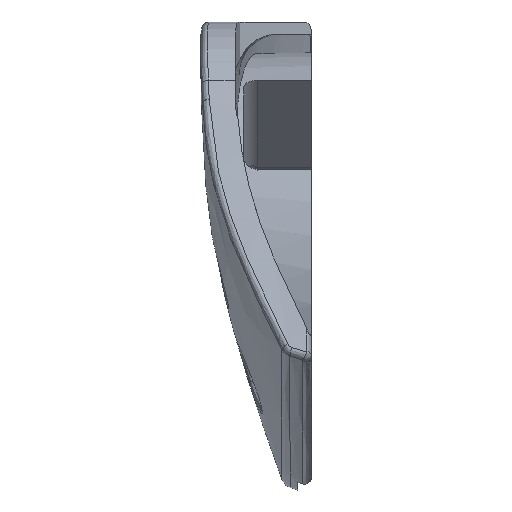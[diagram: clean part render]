
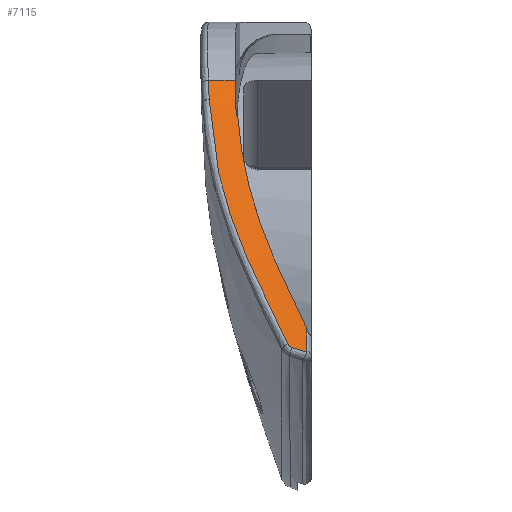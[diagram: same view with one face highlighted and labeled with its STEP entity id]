
A CAD part, top view. The second image highlights one B-rep face of the part: STEP entity #7115.
In plain terms, the highlighted cylindrical face has radius 99.75 mm (diameter 199.5 mm), a partial arc.
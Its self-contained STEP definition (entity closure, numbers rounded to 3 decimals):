
#21 = AXIS2_PLACEMENT_3D ( 'NONE', #9984, #5276, #283 ) ;
#23 = CARTESIAN_POINT ( 'NONE',  ( -109.726, -113.873, 18.702 ) ) ;
#115 = B_SPLINE_CURVE_WITH_KNOTS ( 'NONE', 3,
 ( #2376, #1503, #6503, #1615 ),
 .UNSPECIFIED., .F., .F.,
 ( 4, 4 ),
 ( 0., 0.002 ),
 .UNSPECIFIED. ) ;
#128 = CARTESIAN_POINT ( 'NONE',  ( -110.794, -107.516, 15.961 ) ) ;
#283 = DIRECTION ( 'NONE',  ( 0., 0., 1. ) ) ;
#458 = VECTOR ( 'NONE', #10284, 1000. ) ;
#499 = LINE ( 'NONE', #2318, #458 ) ;
#549 = CARTESIAN_POINT ( 'NONE',  ( -109.669, -113.989, 18.747 ) ) ;
#622 = EDGE_CURVE ( 'NONE', #2188, #6394, #1993, .T. ) ;
#804 = CARTESIAN_POINT ( 'NONE',  ( -108.356, -114.452, 18.927 ) ) ;
#928 = CYLINDRICAL_SURFACE ( 'NONE', #5670, 99.75 ) ;
#960 = FACE_OUTER_BOUND ( 'NONE', #8223, .T. ) ;
#977 = CARTESIAN_POINT ( 'NONE',  ( -108.983, -111.417, 17.711 ) ) ;
#979 = CARTESIAN_POINT ( 'NONE',  ( -113.57, -96.126, 9.606 ) ) ;
#1244 = CARTESIAN_POINT ( 'NONE',  ( -109.726, -113.873, 18.702 ) ) ;
#1401 = CARTESIAN_POINT ( 'NONE',  ( -108.344, -114.42, 18.914 ) ) ;
#1503 = CARTESIAN_POINT ( 'NONE',  ( -115.567, -94.876, 8.779 ) ) ;
#1615 = CARTESIAN_POINT ( 'NONE',  ( -115.528, -95.825, 9.404 ) ) ;
#1700 = B_SPLINE_CURVE_WITH_KNOTS ( 'NONE', 3,
 ( #10228, #549, #7113, #2292 ),
 .UNSPECIFIED., .F., .F.,
 ( 4, 4 ),
 ( 0., 0. ),
 .UNSPECIFIED. ) ;
#1701 = CARTESIAN_POINT ( 'NONE',  ( -115.305, -98.824, 11.301 ) ) ;
#1751 = EDGE_CURVE ( 'NONE', #2594, #7186, #6073, .T. ) ;
#1865 = DIRECTION ( 'NONE',  ( 1., 0., 0. ) ) ;
#1896 = DIRECTION ( 'NONE',  ( 0., 0., -1. ) ) ;
#1993 = B_SPLINE_CURVE_WITH_KNOTS ( 'NONE', 3,
 ( #2235, #1401, #7088, #2269 ),
 .UNSPECIFIED., .F., .F.,
 ( 4, 4 ),
 ( 0., 0. ),
 .UNSPECIFIED. ) ;
#2188 = VERTEX_POINT ( 'NONE', #3195 ) ;
#2235 = CARTESIAN_POINT ( 'NONE',  ( -108.356, -114.452, 18.927 ) ) ;
#2269 = CARTESIAN_POINT ( 'NONE',  ( -108.339, -114.353, 18.889 ) ) ;
#2292 = CARTESIAN_POINT ( 'NONE',  ( -109.432, -114.12, 18.798 ) ) ;
#2317 = ORIENTED_EDGE ( 'NONE', *, *, #10198, .T. ) ;
#2318 = CARTESIAN_POINT ( 'NONE',  ( -120., -97., 10.158 ) ) ;
#2319 = EDGE_CURVE ( 'NONE', #9280, #2188, #4149, .T. ) ;
#2376 = CARTESIAN_POINT ( 'NONE',  ( -115.585, -94.405, 8.461 ) ) ;
#2576 = CARTESIAN_POINT ( 'NONE',  ( -114.323, -103.345, 13.865 ) ) ;
#2594 = VERTEX_POINT ( 'NONE', #2824 ) ;
#2761 = ORIENTED_EDGE ( 'NONE', *, *, #7472, .T. ) ;
#2818 = CARTESIAN_POINT ( 'NONE',  ( -113.546, -97., 10.158 ) ) ;
#2824 = CARTESIAN_POINT ( 'NONE',  ( -115.585, -94.405, 8.461 ) ) ;
#2942 = B_SPLINE_CURVE_WITH_KNOTS ( 'NONE', 3,
 ( #7373, #7337, #8276, #3563, #9059, #4348, #9839, #5132, #128, #5926, #977, #6717 ),
 .UNSPECIFIED., .F., .F.,
 ( 4, 2, 2, 2, 2, 4 ),
 ( 0.001, 0.003, 0.006, 0.01, 0.015, 0.02 ),
 .UNSPECIFIED. ) ;
#3195 = CARTESIAN_POINT ( 'NONE',  ( -108.356, -114.452, 18.927 ) ) ;
#3199 = ORIENTED_EDGE ( 'NONE', *, *, #1751, .F. ) ;
#3238 = CIRCLE ( 'NONE', #21, 99.75 ) ;
#3401 = CARTESIAN_POINT ( 'NONE',  ( -115.528, -95.825, 9.404 ) ) ;
#3441 = CARTESIAN_POINT ( 'NONE',  ( -113.233, -106.367, 15.399 ) ) ;
#3496 = EDGE_CURVE ( 'NONE', #10394, #9280, #1700, .T. ) ;
#3500 = B_SPLINE_CURVE_WITH_KNOTS ( 'NONE', 3,
 ( #5134, #8213, #979, #6720 ),
 .UNSPECIFIED., .F., .F.,
 ( 4, 4 ),
 ( 0., 0.003 ),
 .UNSPECIFIED. ) ;
#3563 = CARTESIAN_POINT ( 'NONE',  ( -113.139, -99.625, 11.764 ) ) ;
#3674 = CARTESIAN_POINT ( 'NONE',  ( -113.601, -94.405, 8.461 ) ) ;
#3810 = VERTEX_POINT ( 'NONE', #6833 ) ;
#3825 = B_SPLINE_CURVE_WITH_KNOTS ( 'NONE', 3,
 ( #8845, #5779, #1701, #7372, #2576, #8174, #3441, #8952, #4247, #9734, #5033, #23 ),
 .UNSPECIFIED., .F., .F.,
 ( 4, 2, 2, 2, 2, 4 ),
 ( 0., 0.005, 0.011, 0.013, 0.016, 0.021 ),
 .UNSPECIFIED. ) ;
#4149 = B_SPLINE_CURVE_WITH_KNOTS ( 'NONE', 3,
 ( #9686, #6462, #5766, #804 ),
 .UNSPECIFIED., .F., .F.,
 ( 4, 4 ),
 ( 0., 0.001 ),
 .UNSPECIFIED. ) ;
#4247 = CARTESIAN_POINT ( 'NONE',  ( -112.269, -108.622, 16.471 ) ) ;
#4348 = CARTESIAN_POINT ( 'NONE',  ( -112.618, -102.257, 13.273 ) ) ;
#4565 = CARTESIAN_POINT ( 'NONE',  ( -109.432, -114.12, 18.798 ) ) ;
#4922 = CARTESIAN_POINT ( 'NONE',  ( -108.339, -114.353, 18.889 ) ) ;
#5033 = CARTESIAN_POINT ( 'NONE',  ( -110.472, -112.363, 18.109 ) ) ;
#5132 = CARTESIAN_POINT ( 'NONE',  ( -111.333, -106.211, 15.331 ) ) ;
#5134 = CARTESIAN_POINT ( 'NONE',  ( -113.601, -94.405, 8.461 ) ) ;
#5200 = CARTESIAN_POINT ( 'NONE',  ( -120., -150.296, -74.161 ) ) ;
#5276 = DIRECTION ( 'NONE',  ( -1., 0., 0. ) ) ;
#5372 = CARTESIAN_POINT ( 'NONE',  ( -113.436, -97., 10.158 ) ) ;
#5670 = AXIS2_PLACEMENT_3D ( 'NONE', #5200, #5960, #1896 ) ;
#5766 = CARTESIAN_POINT ( 'NONE',  ( -108.715, -114.343, 18.885 ) ) ;
#5779 = CARTESIAN_POINT ( 'NONE',  ( -115.464, -97.32, 10.378 ) ) ;
#5926 = CARTESIAN_POINT ( 'NONE',  ( -109.618, -110.12, 17.152 ) ) ;
#5960 = DIRECTION ( 'NONE',  ( 1., 0., 0. ) ) ;
#6073 = LINE ( 'NONE', #7509, #6105 ) ;
#6105 = VECTOR ( 'NONE', #1865, 1000. ) ;
#6394 = VERTEX_POINT ( 'NONE', #4922 ) ;
#6462 = CARTESIAN_POINT ( 'NONE',  ( -109.074, -114.233, 18.842 ) ) ;
#6503 = CARTESIAN_POINT ( 'NONE',  ( -115.548, -95.349, 9.093 ) ) ;
#6717 = CARTESIAN_POINT ( 'NONE',  ( -108.339, -112.72, 18.241 ) ) ;
#6720 = CARTESIAN_POINT ( 'NONE',  ( -113.546, -97., 10.158 ) ) ;
#6833 = CARTESIAN_POINT ( 'NONE',  ( -108.339, -112.72, 18.241 ) ) ;
#6940 = VERTEX_POINT ( 'NONE', #3401 ) ;
#7011 = EDGE_CURVE ( 'NONE', #8328, #3810, #2942, .T. ) ;
#7088 = CARTESIAN_POINT ( 'NONE',  ( -108.339, -114.387, 18.902 ) ) ;
#7113 = CARTESIAN_POINT ( 'NONE',  ( -109.561, -114.079, 18.782 ) ) ;
#7115 = ADVANCED_FACE ( 'NONE', ( #960 ), #928, .T. ) ;
#7186 = VERTEX_POINT ( 'NONE', #3674 ) ;
#7337 = CARTESIAN_POINT ( 'NONE',  ( -113.388, -97.653, 10.571 ) ) ;
#7372 = CARTESIAN_POINT ( 'NONE',  ( -114.736, -101.837, 13.045 ) ) ;
#7373 = CARTESIAN_POINT ( 'NONE',  ( -113.436, -97., 10.158 ) ) ;
#7472 = EDGE_CURVE ( 'NONE', #2594, #6940, #115, .T. ) ;
#7509 = CARTESIAN_POINT ( 'NONE',  ( -120., -94.405, 8.461 ) ) ;
#8114 = EDGE_CURVE ( 'NONE', #9128, #8328, #499, .T. ) ;
#8174 = CARTESIAN_POINT ( 'NONE',  ( -113.527, -105.61, 15.024 ) ) ;
#8213 = CARTESIAN_POINT ( 'NONE',  ( -113.588, -95.261, 9.04 ) ) ;
#8223 = EDGE_LOOP ( 'NONE', ( #3199, #2761, #2317, #10174, #10215, #10096, #10145, #9879, #9925, #9934 ) ) ;
#8276 = CARTESIAN_POINT ( 'NONE',  ( -113.32, -98.31, 10.976 ) ) ;
#8328 = VERTEX_POINT ( 'NONE', #5372 ) ;
#8845 = CARTESIAN_POINT ( 'NONE',  ( -115.528, -95.825, 9.404 ) ) ;
#8952 = CARTESIAN_POINT ( 'NONE',  ( -112.604, -107.873, 16.122 ) ) ;
#9059 = CARTESIAN_POINT ( 'NONE',  ( -113.027, -100.283, 12.149 ) ) ;
#9128 = VERTEX_POINT ( 'NONE', #2818 ) ;
#9159 = EDGE_CURVE ( 'NONE', #6394, #3810, #3238, .T. ) ;
#9280 = VERTEX_POINT ( 'NONE', #4565 ) ;
#9645 = EDGE_CURVE ( 'NONE', #7186, #9128, #3500, .T. ) ;
#9686 = CARTESIAN_POINT ( 'NONE',  ( -109.432, -114.12, 18.798 ) ) ;
#9734 = CARTESIAN_POINT ( 'NONE',  ( -111.224, -110.869, 17.481 ) ) ;
#9839 = CARTESIAN_POINT ( 'NONE',  ( -112.248, -103.576, 13.984 ) ) ;
#9879 = ORIENTED_EDGE ( 'NONE', *, *, #7011, .F. ) ;
#9925 = ORIENTED_EDGE ( 'NONE', *, *, #8114, .F. ) ;
#9934 = ORIENTED_EDGE ( 'NONE', *, *, #9645, .F. ) ;
#9984 = CARTESIAN_POINT ( 'NONE',  ( -108.339, -150.296, -74.161 ) ) ;
#10096 = ORIENTED_EDGE ( 'NONE', *, *, #622, .T. ) ;
#10145 = ORIENTED_EDGE ( 'NONE', *, *, #9159, .T. ) ;
#10174 = ORIENTED_EDGE ( 'NONE', *, *, #3496, .T. ) ;
#10198 = EDGE_CURVE ( 'NONE', #6940, #10394, #3825, .T. ) ;
#10215 = ORIENTED_EDGE ( 'NONE', *, *, #2319, .T. ) ;
#10228 = CARTESIAN_POINT ( 'NONE',  ( -109.726, -113.873, 18.702 ) ) ;
#10284 = DIRECTION ( 'NONE',  ( 1., 0., 0. ) ) ;
#10394 = VERTEX_POINT ( 'NONE', #1244 ) ;
